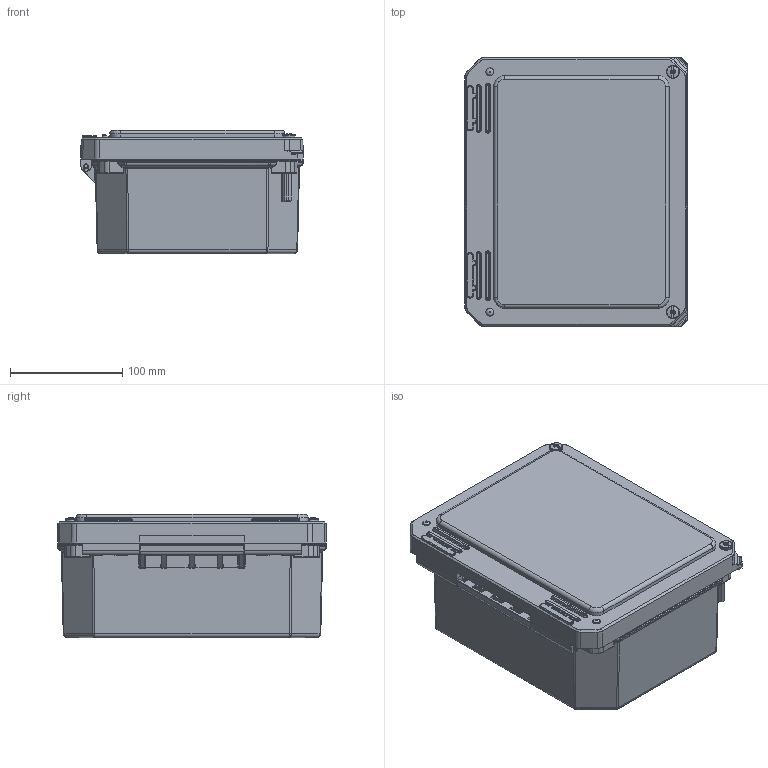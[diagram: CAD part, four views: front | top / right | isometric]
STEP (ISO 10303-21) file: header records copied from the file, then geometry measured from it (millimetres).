
FILE_DESCRIPTION(/* description */ (''),/* implementation_level */ '2;1');
FILE_NAME(/* name */ 'HW-80604CHSC.stp',/* time_stamp */ '2014-03-13T05:42:55-05:00',/* author */ ('pmescher'),/* organization */ (''),/* preprocessor_version */ 'ST-DEVELOPER v15.2',/* originating_system */ 'Autodesk Inventor 2014',/* authorisation */ '');
FILE_SCHEMA (('AUTOMOTIVE_DESIGN { 1 0 10303 214 3 1 1 }'));
Products named in the file (14): DS080604BOX; BRASS INSERT-(; BRASS INSERT-(_1; BRASS INSERT-(_2; RMHINGAT40006-02; DS080604CVR; GA806; WP806HWU; BRASS INSERT-(_3; 0808 Vanity Plug; DS COVER  BUSH; COVER SCREW; O_RING_COVER; DS80604HW_STP
Bounding box: 197.87 x 239.14 x 109.48 mm (x, y, z)
Volume: 732863.9 mm3; surface area: 393569.6 mm2
Topology: 29 solids, 29 shells, 2182 faces, 5306 edges, 3094 vertices
Faces by surface type: cylinder 827, plane 705, bspline 380, torus 142, cone 80, sphere 48
Full cylindrical faces by diameter (mm): 3.429 x2, 3.48 x2, 3.81 x2, 3.861 x8, 3.962 x16, 5.055 x2, 5.3 x2, 5.563 x2, 5.766 x2, 6.248 x16, 6.401 x4, 6.426 x4, 7.938 x2, 11.049 x2, 11.43 x2
Entity records: 75295 total; most frequent: CARTESIAN_POINT 30702, DIRECTION 9459, ORIENTED_EDGE 9142, EDGE_CURVE 4571, AXIS2_PLACEMENT_3D 3660, VERTEX_POINT 2734, LINE 2139, VECTOR 2139
